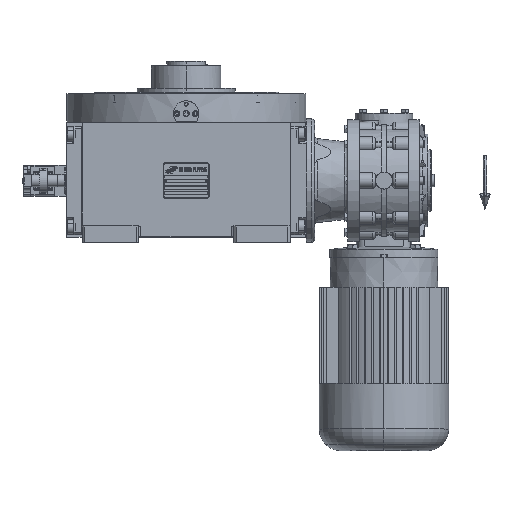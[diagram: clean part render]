
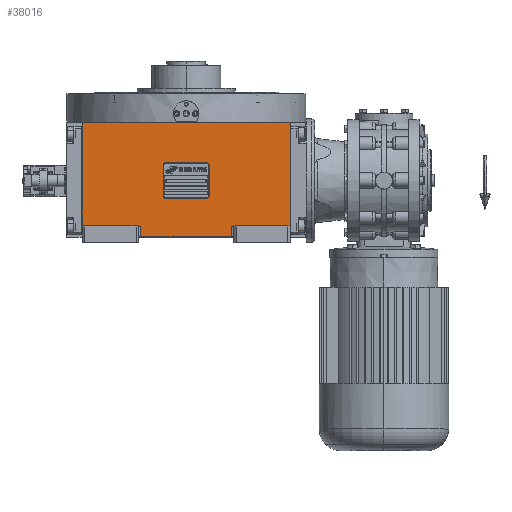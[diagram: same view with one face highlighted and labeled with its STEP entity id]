
A CAD part, top view. The second image highlights one B-rep face of the part: STEP entity #38016.
In plain terms, the highlighted planar face has unit normal (0, 0, 1).
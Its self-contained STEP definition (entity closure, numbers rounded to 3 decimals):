
#207 = CARTESIAN_POINT ( 'NONE',  ( -135., -73., 226. ) ) ;
#803 = CARTESIAN_POINT ( 'NONE',  ( 59., -59., 226. ) ) ;
#3626 = VECTOR ( 'NONE', #28763, 1000. ) ;
#11117 = DIRECTION ( 'NONE',  ( 0., 1., 0. ) ) ;
#12704 = EDGE_CURVE ( 'NONE', #49194, #134970, #71870, .T. ) ;
#13261 = LINE ( 'NONE', #148163, #155226 ) ;
#15222 = CARTESIAN_POINT ( 'NONE',  ( -135., 75., 226. ) ) ;
#17470 = CARTESIAN_POINT ( 'NONE',  ( -135., -59., 226. ) ) ;
#18074 = VERTEX_POINT ( 'NONE', #144111 ) ;
#24278 = CARTESIAN_POINT ( 'NONE',  ( 59., -59., 226. ) ) ;
#25212 = EDGE_CURVE ( 'NONE', #49194, #18074, #65898, .T. ) ;
#25686 = VECTOR ( 'NONE', #11117, 1000. ) ;
#28427 = EDGE_CURVE ( 'NONE', #154413, #128070, #96299, .T. ) ;
#28763 = DIRECTION ( 'NONE',  ( 1., 0., 0. ) ) ;
#31019 = EDGE_CURVE ( 'NONE', #81869, #18074, #13261, .T. ) ;
#37230 = FACE_OUTER_BOUND ( 'NONE', #50345, .T. ) ;
#37282 = LINE ( 'NONE', #96499, #71179 ) ;
#38016 = ADVANCED_FACE ( 'NONE', ( #37230 ), #146146, .T. ) ;
#39659 = LINE ( 'NONE', #15222, #144317 ) ;
#40744 = VECTOR ( 'NONE', #48916, 1000. ) ;
#43761 = VECTOR ( 'NONE', #96638, 1000. ) ;
#48916 = DIRECTION ( 'NONE',  ( 1., 0., 0. ) ) ;
#49194 = VERTEX_POINT ( 'NONE', #17470 ) ;
#49861 = DIRECTION ( 'NONE',  ( 0., 0., 1. ) ) ;
#50345 = EDGE_LOOP ( 'NONE', ( #133498, #51276, #89868, #104229, #75655, #100151, #114648, #89216 ) ) ;
#50953 = VERTEX_POINT ( 'NONE', #64609 ) ;
#51276 = ORIENTED_EDGE ( 'NONE', *, *, #79050, .F. ) ;
#53242 = EDGE_CURVE ( 'NONE', #128070, #50953, #37282, .T. ) ;
#58429 = DIRECTION ( 'NONE',  ( 0., -1., 0. ) ) ;
#60062 = EDGE_CURVE ( 'NONE', #81869, #88913, #61145, .T. ) ;
#61145 = LINE ( 'NONE', #97427, #43761 ) ;
#64609 = CARTESIAN_POINT ( 'NONE',  ( 135., 75., 226. ) ) ;
#65898 = LINE ( 'NONE', #112466, #3626 ) ;
#67920 = LINE ( 'NONE', #104225, #143726 ) ;
#71179 = VECTOR ( 'NONE', #85446, 1000. ) ;
#71870 = LINE ( 'NONE', #131881, #25686 ) ;
#72451 = CARTESIAN_POINT ( 'NONE',  ( -135., 75., 226. ) ) ;
#74315 = DIRECTION ( 'NONE',  ( 1., 0., 0. ) ) ;
#75101 = CARTESIAN_POINT ( 'NONE',  ( 135., -59., 226. ) ) ;
#75655 = ORIENTED_EDGE ( 'NONE', *, *, #106909, .F. ) ;
#79050 = EDGE_CURVE ( 'NONE', #154413, #88913, #67920, .T. ) ;
#81869 = VERTEX_POINT ( 'NONE', #125257 ) ;
#85446 = DIRECTION ( 'NONE',  ( 0., 1., 0. ) ) ;
#88913 = VERTEX_POINT ( 'NONE', #151265 ) ;
#89216 = ORIENTED_EDGE ( 'NONE', *, *, #31019, .F. ) ;
#89868 = ORIENTED_EDGE ( 'NONE', *, *, #28427, .T. ) ;
#96299 = LINE ( 'NONE', #803, #40744 ) ;
#96499 = CARTESIAN_POINT ( 'NONE',  ( 135., -59., 226. ) ) ;
#96638 = DIRECTION ( 'NONE',  ( 1., 0., 0. ) ) ;
#97427 = CARTESIAN_POINT ( 'NONE',  ( -59., -73., 226. ) ) ;
#100151 = ORIENTED_EDGE ( 'NONE', *, *, #12704, .F. ) ;
#100464 = DIRECTION ( 'NONE',  ( 1., 0., 0. ) ) ;
#104225 = CARTESIAN_POINT ( 'NONE',  ( 59., -59., 226. ) ) ;
#104229 = ORIENTED_EDGE ( 'NONE', *, *, #53242, .T. ) ;
#106909 = EDGE_CURVE ( 'NONE', #134970, #50953, #39659, .T. ) ;
#112466 = CARTESIAN_POINT ( 'NONE',  ( -135., -59., 226. ) ) ;
#114648 = ORIENTED_EDGE ( 'NONE', *, *, #25212, .T. ) ;
#125257 = CARTESIAN_POINT ( 'NONE',  ( -59., -73., 226. ) ) ;
#128070 = VERTEX_POINT ( 'NONE', #75101 ) ;
#131881 = CARTESIAN_POINT ( 'NONE',  ( -135., -59., 226. ) ) ;
#133498 = ORIENTED_EDGE ( 'NONE', *, *, #60062, .T. ) ;
#134970 = VERTEX_POINT ( 'NONE', #72451 ) ;
#143726 = VECTOR ( 'NONE', #58429, 1000. ) ;
#144111 = CARTESIAN_POINT ( 'NONE',  ( -59., -59., 226. ) ) ;
#144317 = VECTOR ( 'NONE', #100464, 1000. ) ;
#146146 = PLANE ( 'NONE',  #150031 ) ;
#147367 = DIRECTION ( 'NONE',  ( 0., 1., 0. ) ) ;
#148163 = CARTESIAN_POINT ( 'NONE',  ( -59., -73., 226. ) ) ;
#150031 = AXIS2_PLACEMENT_3D ( 'NONE', #207, #49861, #74315 ) ;
#151265 = CARTESIAN_POINT ( 'NONE',  ( 59., -73., 226. ) ) ;
#154413 = VERTEX_POINT ( 'NONE', #24278 ) ;
#155226 = VECTOR ( 'NONE', #147367, 1000. ) ;
